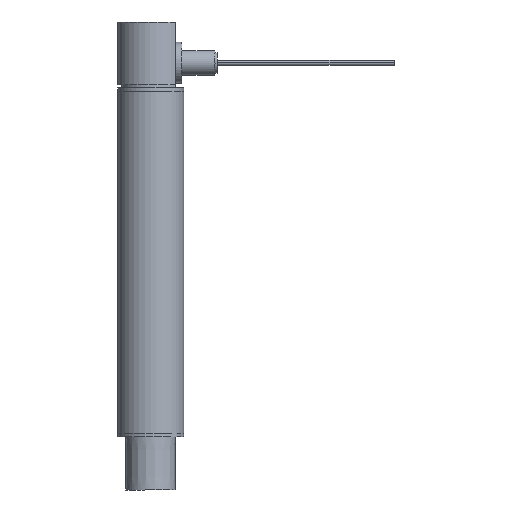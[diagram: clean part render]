
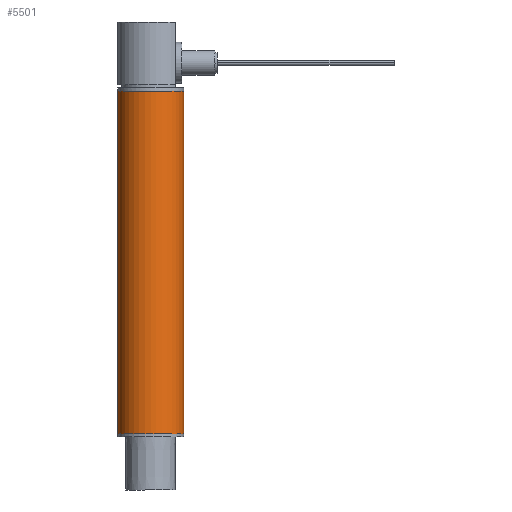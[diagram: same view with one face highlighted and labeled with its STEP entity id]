
A CAD part, front view. The second image highlights one B-rep face of the part: STEP entity #5501.
In plain terms, the highlighted cylindrical face has radius 12.7 mm (diameter 25.4 mm), a partial arc.
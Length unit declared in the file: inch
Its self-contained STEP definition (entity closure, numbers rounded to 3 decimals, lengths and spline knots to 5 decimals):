
#19 = DIRECTION ( 'NONE',  ( 0., 0., 1. ) ) ;
#465 = DIRECTION ( 'NONE',  ( 0., 0., 1. ) ) ;
#522 = VERTEX_POINT ( 'NONE', #2490 ) ;
#528 = EDGE_CURVE ( 'NONE', #4514, #5720, #1056, .T. ) ;
#534 = CARTESIAN_POINT ( 'NONE',  ( 0.5, 0., 5.19 ) ) ;
#779 = AXIS2_PLACEMENT_3D ( 'NONE', #1792, #465, #3724 ) ;
#1030 = DIRECTION ( 'NONE',  ( 1., 0., 0. ) ) ;
#1036 = DIRECTION ( 'NONE',  ( 0., 0., -1. ) ) ;
#1039 = CARTESIAN_POINT ( 'NONE',  ( 0., 0., 5.19 ) ) ;
#1056 = CIRCLE ( 'NONE', #2555, 0.5 ) ;
#1102 = ORIENTED_EDGE ( 'NONE', *, *, #5257, .T. ) ;
#1248 = DIRECTION ( 'NONE',  ( 0., 0., 1. ) ) ;
#1456 = CARTESIAN_POINT ( 'NONE',  ( 0.5, 0., 0. ) ) ;
#1792 = CARTESIAN_POINT ( 'NONE',  ( 0., 0., 0. ) ) ;
#1960 = AXIS2_PLACEMENT_3D ( 'NONE', #2741, #19, #3240 ) ;
#2072 = EDGE_LOOP ( 'NONE', ( #5209, #4569, #1102, #4489 ) ) ;
#2490 = CARTESIAN_POINT ( 'NONE',  ( -0.5, 0., 0. ) ) ;
#2555 = AXIS2_PLACEMENT_3D ( 'NONE', #1039, #1036, #1030 ) ;
#2579 = DIRECTION ( 'NONE',  ( 0., 0., 1. ) ) ;
#2702 = CARTESIAN_POINT ( 'NONE',  ( -0.5, 0., 0. ) ) ;
#2741 = CARTESIAN_POINT ( 'NONE',  ( 0., 0., 0. ) ) ;
#2944 = VECTOR ( 'NONE', #2579, 39.37008 ) ;
#3200 = CIRCLE ( 'NONE', #1960, 0.5 ) ;
#3240 = DIRECTION ( 'NONE',  ( 1., 0., 0. ) ) ;
#3553 = VECTOR ( 'NONE', #1248, 39.37008 ) ;
#3724 = DIRECTION ( 'NONE',  ( 1., 0., 0. ) ) ;
#3956 = EDGE_CURVE ( 'NONE', #522, #4504, #3200, .T. ) ;
#4160 = LINE ( 'NONE', #2702, #2944 ) ;
#4489 = ORIENTED_EDGE ( 'NONE', *, *, #528, .T. ) ;
#4504 = VERTEX_POINT ( 'NONE', #1456 ) ;
#4514 = VERTEX_POINT ( 'NONE', #534 ) ;
#4569 = ORIENTED_EDGE ( 'NONE', *, *, #3956, .T. ) ;
#4683 = LINE ( 'NONE', #5276, #3553 ) ;
#5105 = CARTESIAN_POINT ( 'NONE',  ( -0.5, 0., 5.19 ) ) ;
#5150 = CYLINDRICAL_SURFACE ( 'NONE', #779, 0.5 ) ;
#5209 = ORIENTED_EDGE ( 'NONE', *, *, #5498, .F. ) ;
#5257 = EDGE_CURVE ( 'NONE', #4504, #4514, #4683, .T. ) ;
#5276 = CARTESIAN_POINT ( 'NONE',  ( 0.5, 0., 0. ) ) ;
#5498 = EDGE_CURVE ( 'NONE', #522, #5720, #4160, .T. ) ;
#5501 = ADVANCED_FACE ( 'NONE', ( #5554 ), #5150, .T. ) ;
#5554 = FACE_OUTER_BOUND ( 'NONE', #2072, .T. ) ;
#5720 = VERTEX_POINT ( 'NONE', #5105 ) ;
